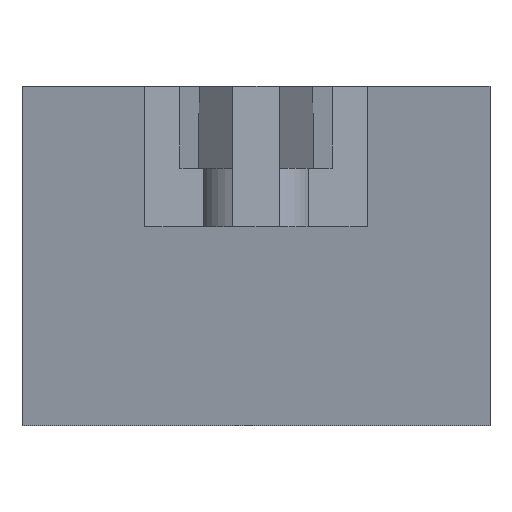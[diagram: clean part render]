
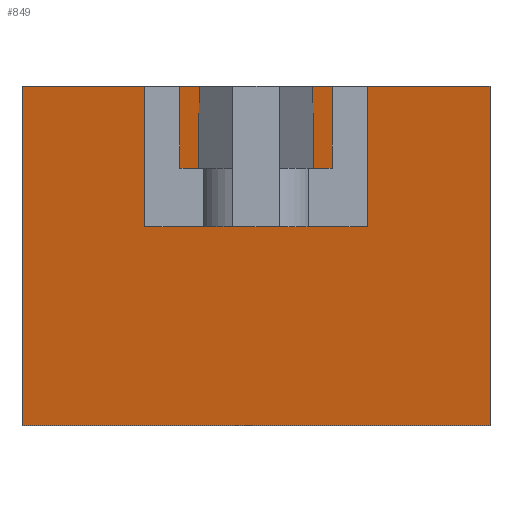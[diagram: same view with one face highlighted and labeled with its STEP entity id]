
A CAD part, front view. The second image highlights one B-rep face of the part: STEP entity #849.
In plain terms, the highlighted planar face has unit normal (0, -0.985, -0.174).
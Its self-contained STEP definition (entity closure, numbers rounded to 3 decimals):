
#295 = VERTEX_POINT('',#296);
#296 = CARTESIAN_POINT('',(-5.,49.5,-5.));
#302 = EDGE_CURVE('',#295,#303,#305,.T.);
#303 = VERTEX_POINT('',#304);
#304 = CARTESIAN_POINT('',(5.,49.5,-5.));
#305 = LINE('',#306,#307);
#306 = CARTESIAN_POINT('',(-5.,49.5,-5.));
#307 = VECTOR('',#308,1.);
#308 = DIRECTION('',(1.,0.,0.));
#493 = EDGE_CURVE('',#494,#303,#496,.T.);
#494 = VERTEX_POINT('',#495);
#495 = CARTESIAN_POINT('',(4.841,47.384,7.));
#496 = LINE('',#497,#498);
#497 = CARTESIAN_POINT('',(5.049,50.154,
    -8.71));
#498 = VECTOR('',#499,1.);
#499 = DIRECTION('',(0.013,0.174,-0.985)
  );
#832 = VERTEX_POINT('',#833);
#833 = CARTESIAN_POINT('',(-4.841,47.384,7.));
#839 = EDGE_CURVE('',#295,#832,#840,.T.);
#840 = LINE('',#841,#842);
#841 = CARTESIAN_POINT('',(-5.052,50.199,
    -8.966));
#842 = VECTOR('',#843,1.);
#843 = DIRECTION('',(0.013,-0.174,0.985)
  );
#849 = ADVANCED_FACE('',(#850),#893,.T.);
#850 = FACE_BOUND('',#851,.T.);
#851 = EDGE_LOOP('',(#852,#862,#870,#878,#884,#885,#886,#887));
#852 = ORIENTED_EDGE('',*,*,#853,.F.);
#853 = EDGE_CURVE('',#854,#856,#858,.T.);
#854 = VERTEX_POINT('',#855);
#855 = CARTESIAN_POINT('',(-20.,52.498,-22.));
#856 = VERTEX_POINT('',#857);
#857 = CARTESIAN_POINT('',(-20.,47.384,7.));
#858 = LINE('',#859,#860);
#859 = CARTESIAN_POINT('',(-20.,52.498,-22.));
#860 = VECTOR('',#861,1.);
#861 = DIRECTION('',(0.,-0.174,0.985)
  );
#862 = ORIENTED_EDGE('',*,*,#863,.T.);
#863 = EDGE_CURVE('',#854,#864,#866,.T.);
#864 = VERTEX_POINT('',#865);
#865 = CARTESIAN_POINT('',(20.,52.498,-22.));
#866 = LINE('',#867,#868);
#867 = CARTESIAN_POINT('',(-20.,52.498,-22.));
#868 = VECTOR('',#869,1.);
#869 = DIRECTION('',(1.,0.,0.));
#870 = ORIENTED_EDGE('',*,*,#871,.T.);
#871 = EDGE_CURVE('',#864,#872,#874,.T.);
#872 = VERTEX_POINT('',#873);
#873 = CARTESIAN_POINT('',(20.,47.384,7.));
#874 = LINE('',#875,#876);
#875 = CARTESIAN_POINT('',(20.,52.498,-22.));
#876 = VECTOR('',#877,1.);
#877 = DIRECTION('',(0.,-0.174,0.985)
  );
#878 = ORIENTED_EDGE('',*,*,#879,.F.);
#879 = EDGE_CURVE('',#494,#872,#880,.T.);
#880 = LINE('',#881,#882);
#881 = CARTESIAN_POINT('',(-20.,47.384,7.));
#882 = VECTOR('',#883,1.);
#883 = DIRECTION('',(1.,0.,0.));
#884 = ORIENTED_EDGE('',*,*,#493,.T.);
#885 = ORIENTED_EDGE('',*,*,#302,.F.);
#886 = ORIENTED_EDGE('',*,*,#839,.T.);
#887 = ORIENTED_EDGE('',*,*,#888,.F.);
#888 = EDGE_CURVE('',#856,#832,#889,.T.);
#889 = LINE('',#890,#891);
#890 = CARTESIAN_POINT('',(-20.,47.384,7.));
#891 = VECTOR('',#892,1.);
#892 = DIRECTION('',(1.,0.,0.));
#893 = PLANE('',#894);
#894 = AXIS2_PLACEMENT_3D('',#895,#896,#897);
#895 = CARTESIAN_POINT('',(-20.,52.498,-22.));
#896 = DIRECTION('',(0.,-0.985,-0.174
    ));
#897 = DIRECTION('',(0.,-0.174,0.985)
  );
